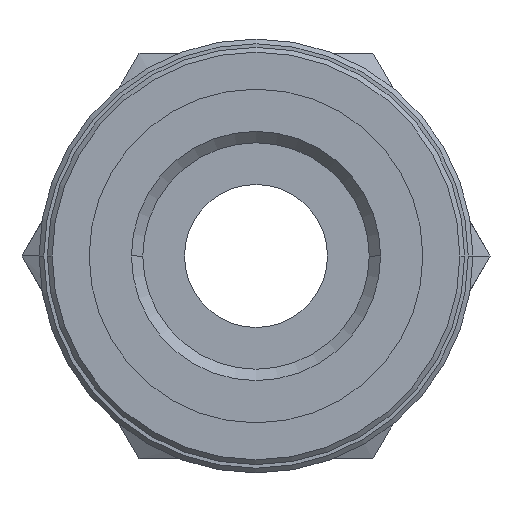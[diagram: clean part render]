
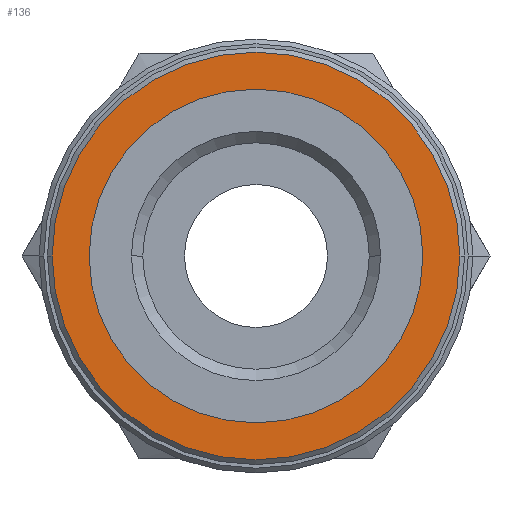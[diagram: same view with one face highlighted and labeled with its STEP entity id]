
A CAD part, front view. The second image highlights one B-rep face of the part: STEP entity #136.
In plain terms, the highlighted planar face has unit normal (0, -1, 0).
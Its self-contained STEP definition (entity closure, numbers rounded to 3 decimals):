
#136=ADVANCED_FACE('',(#307,#308),#309,.T.);
#307=FACE_BOUND('',#516,.T.);
#308=FACE_OUTER_BOUND('',#517,.T.);
#309=PLANE('',#518);
#516=EDGE_LOOP('',(#842,#843));
#517=EDGE_LOOP('',(#844,#845));
#518=AXIS2_PLACEMENT_3D('',#846,#847,#848);
#842=ORIENTED_EDGE('',*,*,#1260,.T.);
#843=ORIENTED_EDGE('',*,*,#1283,.T.);
#844=ORIENTED_EDGE('',*,*,#1174,.F.);
#845=ORIENTED_EDGE('',*,*,#1284,.F.);
#846=CARTESIAN_POINT('',(4.275,0.1,0.0));
#847=DIRECTION('',(0.,-1.0,0.0));
#848=DIRECTION('',(-1.0,0.,0.0));
#1174=EDGE_CURVE('',#1373,#1376,#1377,.T.);
#1260=EDGE_CURVE('',#1522,#1520,#1523,.T.);
#1283=EDGE_CURVE('',#1520,#1522,#1552,.T.);
#1284=EDGE_CURVE('',#1376,#1373,#1553,.T.);
#1373=VERTEX_POINT('',#1655);
#1376=VERTEX_POINT('',#1659);
#1377=CIRCLE('',#1660,8.55);
#1520=VERTEX_POINT('',#1899);
#1522=VERTEX_POINT('',#1902);
#1523=CIRCLE('',#1903,7.0);
#1552=CIRCLE('',#1949,7.0);
#1553=CIRCLE('',#1950,8.55);
#1655=CARTESIAN_POINT('',(8.55,0.1,0.0));
#1659=CARTESIAN_POINT('',(-8.55,0.1,0.));
#1660=AXIS2_PLACEMENT_3D('',#2119,#2120,#2121);
#1899=CARTESIAN_POINT('',(7.0,0.1,0.));
#1902=CARTESIAN_POINT('',(-7.0,0.1,0.));
#1903=AXIS2_PLACEMENT_3D('',#2243,#2244,#2245);
#1949=AXIS2_PLACEMENT_3D('',#2279,#2280,#2281);
#1950=AXIS2_PLACEMENT_3D('',#2282,#2283,#2284);
#2119=CARTESIAN_POINT('',(0.0,0.1,0.0));
#2120=DIRECTION('',(-0.0,1.0,0.0));
#2121=DIRECTION('',(1.0,0.0,0.0));
#2243=CARTESIAN_POINT('',(0.0,0.1,0.0));
#2244=DIRECTION('',(0.,1.0,0.0));
#2245=DIRECTION('',(1.0,0.,0.0));
#2279=CARTESIAN_POINT('',(0.0,0.1,0.0));
#2280=DIRECTION('',(0.,1.0,0.0));
#2281=DIRECTION('',(1.0,0.,0.0));
#2282=CARTESIAN_POINT('',(0.0,0.1,0.0));
#2283=DIRECTION('',(-0.0,1.0,0.0));
#2284=DIRECTION('',(1.0,0.0,0.0));
